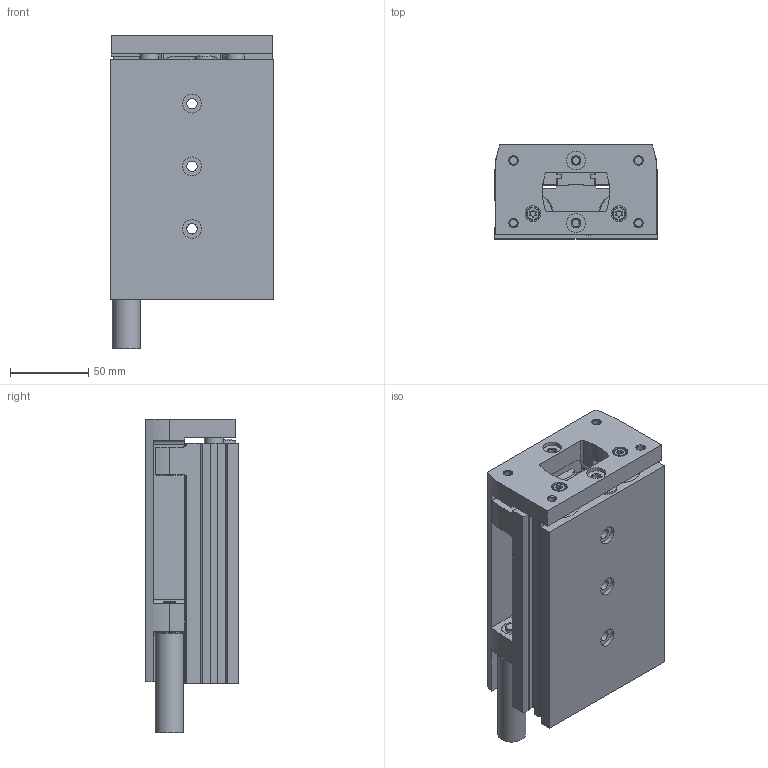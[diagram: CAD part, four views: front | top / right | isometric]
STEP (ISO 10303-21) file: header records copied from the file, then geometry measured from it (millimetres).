
FILE_DESCRIPTION(/* description */ ('STEP AP214'),/* implementation_level */ '2;1');
FILE_NAME(/* name */ '8085154_DGST-25-80-PA',/* time_stamp */ '2024-08-16T07:50:59+02:00',/* author */ ('License CC BY-ND 4.0'),/* organization */ ('CADENAS'),/* preprocessor_version */ 'ST-DEVELOPER v19.3',/* originating_system */ 'PARTsolutions',/* authorisation */ ' ');
FILE_SCHEMA (('AUTOMOTIVE_DESIGN {1 0 10303 214 3 1 1}'));
Length unit declared in the file: millimetre
Products named in the file (5): 8085154 DGST-25-80-PA---(0-high); 8073897 DGST-25-80---P---(mechanical-high)h; 8073897 DGST-25-80---(mechanical-high)s; 8074429 DYEF-G8-M14x1; 699442 DGSL-20-P
Assembly tree (6 placements, depth 2):
  8085154 DGST-25-80-PA---(0-high)
    8073897 DGST-25-80---P---(mechanical-high)h
    8073897 DGST-25-80---(mechanical-high)s
    8074429 DYEF-G8-M14x1  x2
    699442 DGSL-20-P  x2
Bounding box: 104 x 60 x 200.5 mm (x, y, z)
Volume: 821330.4 mm3; surface area: 177879.3 mm2
Topology: 6 solids, 6 shells, 765 faces, 1842 edges, 1196 vertices
Faces by surface type: cylinder 365, plane 325, cone 53, torus 22
Full cylindrical faces by diameter (mm): 4 x2, 4.917 x14, 5.5 x12, 5.6 x4, 6.5 x12, 6.647 x3, 6.98 x1, 8.5 x2, 8.566 x2, 9 x1, 10 x9, 11 x9, 12 x7, 12.1 x2, 12.917 x4, 13 x1, 14 x2, 14.2 x2, 16 x2, 16.5 x2, 18 x2, 25 x6
Entity records: 22620 total; most frequent: DIRECTION 3832, CARTESIAN_POINT 3506, ORIENTED_EDGE 3192, EDGE_CURVE 1596, AXIS2_PLACEMENT_3D 1519, VERTEX_POINT 1139, FACE_BOUND 997, EDGE_LOOP 996
